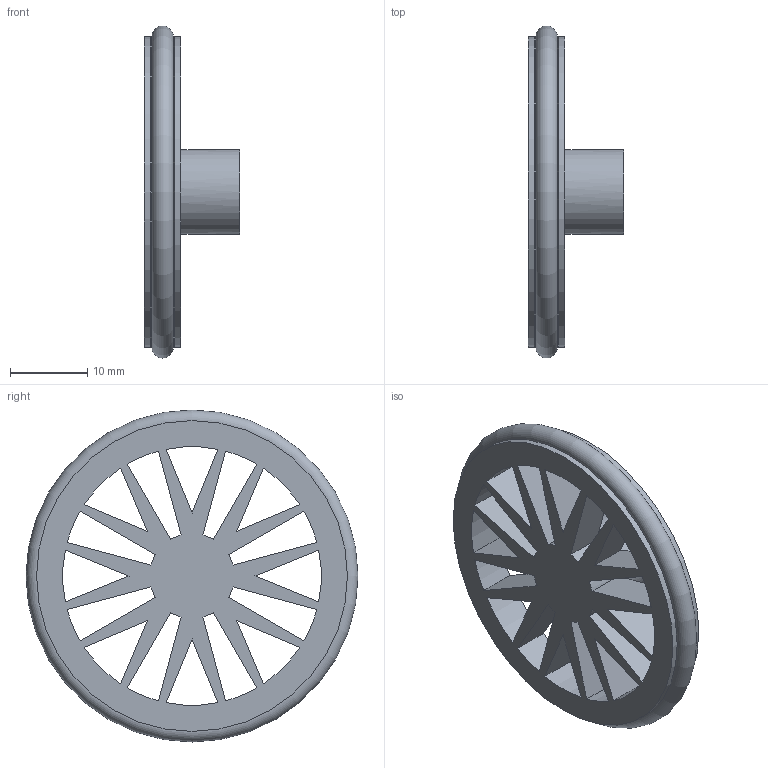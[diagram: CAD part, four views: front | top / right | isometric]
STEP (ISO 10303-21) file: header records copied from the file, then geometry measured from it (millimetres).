
FILE_DESCRIPTION(/* description */ ('','CAx-IF Rec.Pracs.---Representation and Presentation of Product Manufacturing Information (PMI)---4.0---2014-10-13'),/* implementation_level */ '2;1');
FILE_NAME(/* name */ 'Wheel.step',/* time_stamp */ '2025-02-02T22:20:59-08:00',/* author */ (''),/* organization */ (''),/* preprocessor_version */ 'ST-DEVELOPER v20',/* originating_system */ 'Autodesk Translation Framework v13.20.0.188',/* authorisation */ '');
FILE_SCHEMA (('AP242_MANAGED_MODEL_BASED_3D_ENGINEERING_MIM_LF { 1 0 10303 442 1 1 4 }'));
Length unit declared in the file: millimetre
Products named in the file (3): Mini v2; Base; Wheels
Assembly tree (2 placements, depth 3):
  Mini v2
    Base
      Wheels
Bounding box: 12.38 x 43 x 43 mm (x, y, z)
Volume: 4701.8 mm3; surface area: 5869 mm2
Topology: 2 solids, 2 shells, 69 faces, 216 edges, 143 vertices
Faces by surface type: plane 42, cylinder 23, cone 2, torus 2
Full cylindrical faces by diameter (mm): 11 x1, 40.25 x2
Entity records: 2611 total; most frequent: DIRECTION 433, CARTESIAN_POINT 433, ORIENTED_EDGE 432, EDGE_CURVE 216, LINE 147, VECTOR 147, VERTEX_POINT 143, AXIS2_PLACEMENT_3D 143
